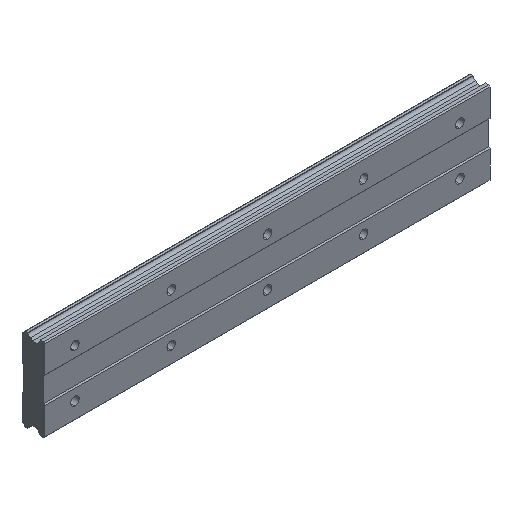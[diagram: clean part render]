
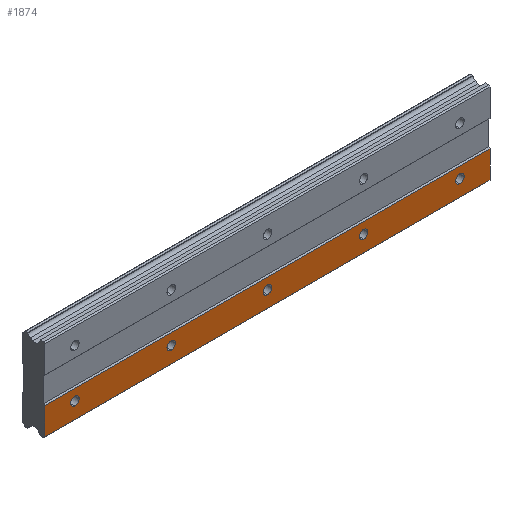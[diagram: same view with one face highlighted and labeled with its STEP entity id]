
A CAD part, isometric view. The second image highlights one B-rep face of the part: STEP entity #1874.
In plain terms, the highlighted planar face has unit normal (0, -1, 0).
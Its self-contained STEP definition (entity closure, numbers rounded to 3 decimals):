
#16 = EDGE_LOOP ( 'NONE', ( #109, #396, #200, #2125 ) ) ;
#33 = VERTEX_POINT ( 'NONE', #1799 ) ;
#66 = CARTESIAN_POINT ( 'NONE',  ( 345., 0., -33.5 ) ) ;
#90 = DIRECTION ( 'NONE',  ( 0., -1., 0. ) ) ;
#99 = VERTEX_POINT ( 'NONE', #518 ) ;
#109 = ORIENTED_EDGE ( 'NONE', *, *, #2435, .F. ) ;
#141 = CARTESIAN_POINT ( 'NONE',  ( 240., 0., -20. ) ) ;
#144 = CARTESIAN_POINT ( 'NONE',  ( 80., 0., -20. ) ) ;
#165 = CARTESIAN_POINT ( 'NONE',  ( 160., 0., -16.5 ) ) ;
#183 = CARTESIAN_POINT ( 'NONE',  ( 320., 0., -20. ) ) ;
#200 = ORIENTED_EDGE ( 'NONE', *, *, #1222, .F. ) ;
#213 = AXIS2_PLACEMENT_3D ( 'NONE', #1632, #1982, #2601 ) ;
#239 = ORIENTED_EDGE ( 'NONE', *, *, #813, .F. ) ;
#241 = CIRCLE ( 'NONE', #1734, 3.5 ) ;
#259 = EDGE_LOOP ( 'NONE', ( #2445, #1363 ) ) ;
#265 = DIRECTION ( 'NONE',  ( 0., -1., 0. ) ) ;
#279 = VERTEX_POINT ( 'NONE', #2606 ) ;
#283 = CARTESIAN_POINT ( 'NONE',  ( 240., 0., -16.5 ) ) ;
#337 = EDGE_CURVE ( 'NONE', #2520, #2255, #2191, .T. ) ;
#364 = CARTESIAN_POINT ( 'NONE',  ( 80., 0., -23.5 ) ) ;
#365 = FACE_BOUND ( 'NONE', #1903, .T. ) ;
#370 = EDGE_CURVE ( 'NONE', #279, #843, #1357, .T. ) ;
#371 = AXIS2_PLACEMENT_3D ( 'NONE', #141, #959, #1774 ) ;
#390 = EDGE_CURVE ( 'NONE', #843, #279, #241, .T. ) ;
#396 = ORIENTED_EDGE ( 'NONE', *, *, #612, .F. ) ;
#411 = VECTOR ( 'NONE', #2316, 1000. ) ;
#413 = ORIENTED_EDGE ( 'NONE', *, *, #2345, .F. ) ;
#425 = CIRCLE ( 'NONE', #213, 3.5 ) ;
#458 = CIRCLE ( 'NONE', #762, 3.5 ) ;
#518 = CARTESIAN_POINT ( 'NONE',  ( 0., 0., -23.5 ) ) ;
#539 = CIRCLE ( 'NONE', #371, 3.5 ) ;
#550 = EDGE_LOOP ( 'NONE', ( #2158, #1395 ) ) ;
#578 = FACE_BOUND ( 'NONE', #550, .T. ) ;
#591 = DIRECTION ( 'NONE',  ( 1., 0., 0. ) ) ;
#612 = EDGE_CURVE ( 'NONE', #1786, #2407, #1366, .T. ) ;
#634 = CIRCLE ( 'NONE', #2170, 3.5 ) ;
#648 = EDGE_LOOP ( 'NONE', ( #413, #1208 ) ) ;
#658 = CARTESIAN_POINT ( 'NONE',  ( 320., 0., -16.5 ) ) ;
#675 = CIRCLE ( 'NONE', #2249, 3.5 ) ;
#738 = ORIENTED_EDGE ( 'NONE', *, *, #1144, .F. ) ;
#756 = VERTEX_POINT ( 'NONE', #364 ) ;
#757 = CARTESIAN_POINT ( 'NONE',  ( 345., 0., -33.5 ) ) ;
#762 = AXIS2_PLACEMENT_3D ( 'NONE', #2113, #90, #2527 ) ;
#772 = CIRCLE ( 'NONE', #985, 3.5 ) ;
#777 = DIRECTION ( 'NONE',  ( 0., 0., 1. ) ) ;
#791 = LINE ( 'NONE', #2415, #976 ) ;
#804 = CIRCLE ( 'NONE', #1742, 3.5 ) ;
#813 = EDGE_CURVE ( 'NONE', #1027, #1031, #539, .T. ) ;
#843 = VERTEX_POINT ( 'NONE', #658 ) ;
#922 = DIRECTION ( 'NONE',  ( 0., -1., 0. ) ) ;
#959 = DIRECTION ( 'NONE',  ( 0., -1., 0. ) ) ;
#976 = VECTOR ( 'NONE', #591, 1000. ) ;
#985 = AXIS2_PLACEMENT_3D ( 'NONE', #1049, #1838, #777 ) ;
#992 = CARTESIAN_POINT ( 'NONE',  ( -25., 0., -11. ) ) ;
#998 = ORIENTED_EDGE ( 'NONE', *, *, #2143, .F. ) ;
#1027 = VERTEX_POINT ( 'NONE', #1309 ) ;
#1031 = VERTEX_POINT ( 'NONE', #283 ) ;
#1049 = CARTESIAN_POINT ( 'NONE',  ( 160., 0., -20. ) ) ;
#1144 = EDGE_CURVE ( 'NONE', #756, #33, #458, .T. ) ;
#1171 = DIRECTION ( 'NONE',  ( 0., 0., 1. ) ) ;
#1173 = CARTESIAN_POINT ( 'NONE',  ( 0., 0., -20. ) ) ;
#1195 = DIRECTION ( 'NONE',  ( 0., 0., 1. ) ) ;
#1208 = ORIENTED_EDGE ( 'NONE', *, *, #2326, .F. ) ;
#1222 = EDGE_CURVE ( 'NONE', #2255, #1786, #791, .T. ) ;
#1245 = AXIS2_PLACEMENT_3D ( 'NONE', #1173, #922, #1738 ) ;
#1268 = VERTEX_POINT ( 'NONE', #165 ) ;
#1282 = CARTESIAN_POINT ( 'NONE',  ( -25., 0., -33.5 ) ) ;
#1294 = DIRECTION ( 'NONE',  ( -1., 0., 0. ) ) ;
#1309 = CARTESIAN_POINT ( 'NONE',  ( 240., 0., -23.5 ) ) ;
#1350 = DIRECTION ( 'NONE',  ( 0., 0., 1. ) ) ;
#1357 = CIRCLE ( 'NONE', #2542, 3.5 ) ;
#1363 = ORIENTED_EDGE ( 'NONE', *, *, #370, .F. ) ;
#1366 = LINE ( 'NONE', #2129, #411 ) ;
#1395 = ORIENTED_EDGE ( 'NONE', *, *, #2577, .F. ) ;
#1398 = PLANE ( 'NONE',  #2292 ) ;
#1427 = DIRECTION ( 'NONE',  ( 0., -1., 0. ) ) ;
#1477 = CARTESIAN_POINT ( 'NONE',  ( 0., 0., -16.5 ) ) ;
#1480 = CARTESIAN_POINT ( 'NONE',  ( 160., 0., -23.5 ) ) ;
#1484 = EDGE_CURVE ( 'NONE', #33, #756, #675, .T. ) ;
#1593 = DIRECTION ( 'NONE',  ( 0., 0., 1. ) ) ;
#1606 = VECTOR ( 'NONE', #1831, 1000. ) ;
#1610 = EDGE_CURVE ( 'NONE', #2127, #99, #804, .T. ) ;
#1622 = VECTOR ( 'NONE', #1294, 1000. ) ;
#1624 = VERTEX_POINT ( 'NONE', #1480 ) ;
#1632 = CARTESIAN_POINT ( 'NONE',  ( 160., 0., -20. ) ) ;
#1653 = DIRECTION ( 'NONE',  ( 0., 0., 1. ) ) ;
#1684 = LINE ( 'NONE', #66, #1622 ) ;
#1731 = DIRECTION ( 'NONE',  ( 0., -1., 0. ) ) ;
#1734 = AXIS2_PLACEMENT_3D ( 'NONE', #2425, #1805, #2436 ) ;
#1738 = DIRECTION ( 'NONE',  ( 0., 0., 1. ) ) ;
#1742 = AXIS2_PLACEMENT_3D ( 'NONE', #1857, #265, #1653 ) ;
#1774 = DIRECTION ( 'NONE',  ( 0., 0., 1. ) ) ;
#1786 = VERTEX_POINT ( 'NONE', #2174 ) ;
#1791 = FACE_BOUND ( 'NONE', #2348, .T. ) ;
#1799 = CARTESIAN_POINT ( 'NONE',  ( 80., 0., -16.5 ) ) ;
#1805 = DIRECTION ( 'NONE',  ( 0., -1., 0. ) ) ;
#1827 = FACE_BOUND ( 'NONE', #648, .T. ) ;
#1831 = DIRECTION ( 'NONE',  ( 0., 0., 1. ) ) ;
#1838 = DIRECTION ( 'NONE',  ( 0., -1., 0. ) ) ;
#1857 = CARTESIAN_POINT ( 'NONE',  ( 0., 0., -20. ) ) ;
#1874 = ADVANCED_FACE ( 'NONE', ( #2034, #578, #2200, #1791, #1827, #365 ), #1398, .F. ) ;
#1903 = EDGE_LOOP ( 'NONE', ( #2600, #738 ) ) ;
#1982 = DIRECTION ( 'NONE',  ( 0., -1., 0. ) ) ;
#2034 = FACE_OUTER_BOUND ( 'NONE', #16, .T. ) ;
#2042 = CIRCLE ( 'NONE', #1245, 3.5 ) ;
#2113 = CARTESIAN_POINT ( 'NONE',  ( 80., 0., -20. ) ) ;
#2116 = CARTESIAN_POINT ( 'NONE',  ( -25., 0., -11. ) ) ;
#2125 = ORIENTED_EDGE ( 'NONE', *, *, #337, .F. ) ;
#2127 = VERTEX_POINT ( 'NONE', #1477 ) ;
#2129 = CARTESIAN_POINT ( 'NONE',  ( 345., 0., -11. ) ) ;
#2143 = EDGE_CURVE ( 'NONE', #1031, #1027, #634, .T. ) ;
#2158 = ORIENTED_EDGE ( 'NONE', *, *, #1610, .F. ) ;
#2170 = AXIS2_PLACEMENT_3D ( 'NONE', #2250, #1731, #1350 ) ;
#2174 = CARTESIAN_POINT ( 'NONE',  ( 345., 0., -11. ) ) ;
#2191 = LINE ( 'NONE', #992, #1606 ) ;
#2200 = FACE_BOUND ( 'NONE', #259, .T. ) ;
#2249 = AXIS2_PLACEMENT_3D ( 'NONE', #144, #2512, #1171 ) ;
#2250 = CARTESIAN_POINT ( 'NONE',  ( 240., 0., -20. ) ) ;
#2255 = VERTEX_POINT ( 'NONE', #2116 ) ;
#2292 = AXIS2_PLACEMENT_3D ( 'NONE', #2639, #2433, #1593 ) ;
#2316 = DIRECTION ( 'NONE',  ( 0., 0., -1. ) ) ;
#2326 = EDGE_CURVE ( 'NONE', #1624, #1268, #425, .T. ) ;
#2345 = EDGE_CURVE ( 'NONE', #1268, #1624, #772, .T. ) ;
#2348 = EDGE_LOOP ( 'NONE', ( #998, #239 ) ) ;
#2407 = VERTEX_POINT ( 'NONE', #757 ) ;
#2415 = CARTESIAN_POINT ( 'NONE',  ( 345., 0., -11. ) ) ;
#2425 = CARTESIAN_POINT ( 'NONE',  ( 320., 0., -20. ) ) ;
#2433 = DIRECTION ( 'NONE',  ( 0., 1., 0. ) ) ;
#2435 = EDGE_CURVE ( 'NONE', #2407, #2520, #1684, .T. ) ;
#2436 = DIRECTION ( 'NONE',  ( 0., 0., 1. ) ) ;
#2445 = ORIENTED_EDGE ( 'NONE', *, *, #390, .F. ) ;
#2512 = DIRECTION ( 'NONE',  ( 0., -1., 0. ) ) ;
#2520 = VERTEX_POINT ( 'NONE', #1282 ) ;
#2527 = DIRECTION ( 'NONE',  ( 0., 0., 1. ) ) ;
#2542 = AXIS2_PLACEMENT_3D ( 'NONE', #183, #1427, #1195 ) ;
#2577 = EDGE_CURVE ( 'NONE', #99, #2127, #2042, .T. ) ;
#2600 = ORIENTED_EDGE ( 'NONE', *, *, #1484, .F. ) ;
#2601 = DIRECTION ( 'NONE',  ( 0., 0., 1. ) ) ;
#2606 = CARTESIAN_POINT ( 'NONE',  ( 320., 0., -23.5 ) ) ;
#2639 = CARTESIAN_POINT ( 'NONE',  ( 345., 0., -11. ) ) ;
